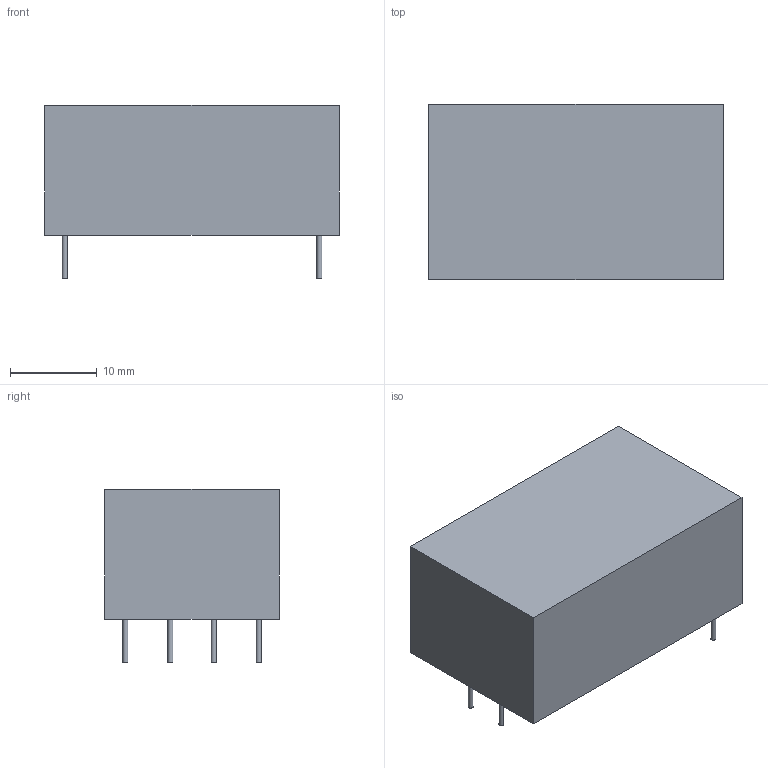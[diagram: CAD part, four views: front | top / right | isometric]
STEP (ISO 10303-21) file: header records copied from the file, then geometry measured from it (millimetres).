
FILE_DESCRIPTION( ( '' ), ' ' );
FILE_NAME( '5cc0325d7a1d12172263ce81.step', '2019-04-24T09:54:39', ( '' ), ( '' ), ' ', ' ', ' ' );
FILE_SCHEMA( ( 'AUTOMOTIVE_DESIGN { 1 0 10303 214 1 1 1 1 }' ) );
Length unit declared in the file: metre
Products named in the file (5): HLK-PM01-ac2; HLK-PM01-vo-; HLK-PM01-vo+; HLK-PM01-ac1; HLK-PM01-body
Bounding box: 34 x 20.2 x 20 mm (x, y, z)
Volume: 10307.7 mm3; surface area: 3039.6 mm2
Topology: 5 solids, 5 shells, 18 faces, 24 edges, 16 vertices
Faces by surface type: plane 14, cylinder 4
Full cylindrical faces by diameter (mm): 0.6 x4
Entity records: 556 total; most frequent: DIRECTION 74, CARTESIAN_POINT 59, ORIENTED_EDGE 40, AXIS2_PLACEMENT_3D 31, FACE_OUTER_BOUND 22, EDGE_LOOP 22, EDGE_CURVE 20, STYLED_ITEM 18
